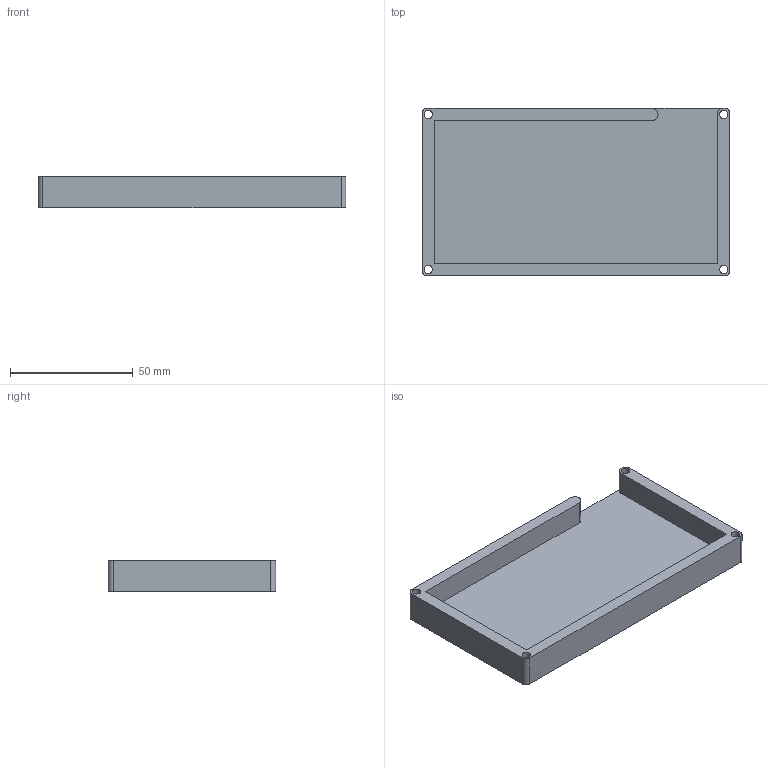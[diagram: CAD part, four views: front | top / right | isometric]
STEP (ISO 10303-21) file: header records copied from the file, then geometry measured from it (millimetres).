
FILE_DESCRIPTION(/* description */ (''),/* implementation_level */ '2;1');
FILE_NAME(/* name */ 'FreePad V2 BOT.step',/* time_stamp */ '2025-08-29T21:56:12+01:00',/* author */ (''),/* organization */ (''),/* preprocessor_version */ 'ST-DEVELOPER v20.1',/* originating_system */ 'Autodesk Translation Framework v14.10.0.0',/* authorisation */ '');
FILE_SCHEMA (('AUTOMOTIVE_DESIGN { 1 0 10303 214 3 1 1 }'));
Length unit declared in the file: millimetre
Products named in the file (1): 2025-08-29-17-19-34-388
Bounding box: 125.3 x 68.15 x 13 mm (x, y, z)
Volume: 42196.5 mm3; surface area: 25592.9 mm2
Topology: 1 solids, 1 shells, 21 faces, 57 edges, 38 vertices
Faces by surface type: plane 11, cylinder 9, bspline 1
Full cylindrical faces by diameter (mm): 3.4 x4
Entity records: 770 total; most frequent: CARTESIAN_POINT 171, ORIENTED_EDGE 114, DIRECTION 114, EDGE_CURVE 57, AXIS2_PLACEMENT_3D 39, VERTEX_POINT 38, LINE 36, VECTOR 36
